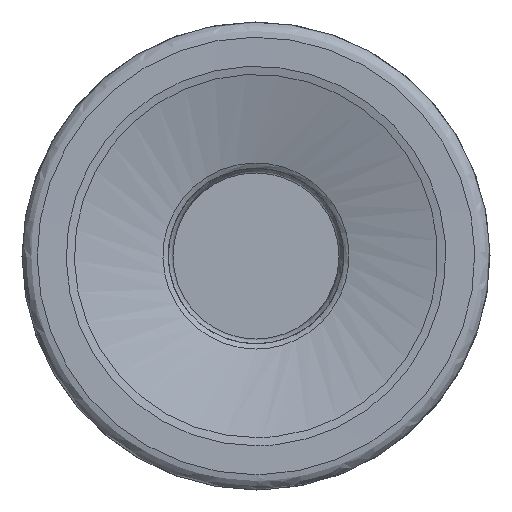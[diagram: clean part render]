
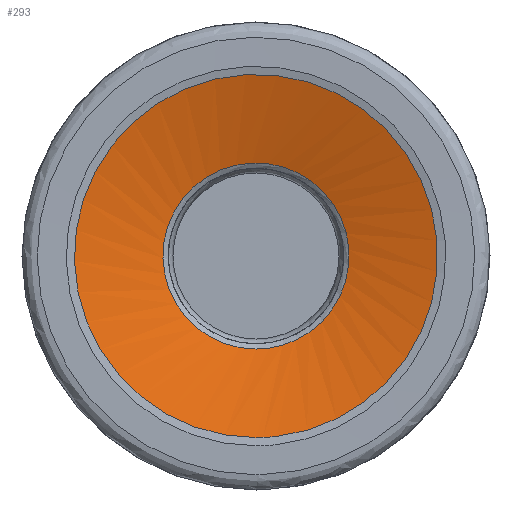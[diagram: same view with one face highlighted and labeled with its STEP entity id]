
A CAD part, left-side view. The second image highlights one B-rep face of the part: STEP entity #293.
In plain terms, the highlighted face is a revolution surface.
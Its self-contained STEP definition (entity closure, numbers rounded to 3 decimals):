
#42=SURFACE_OF_REVOLUTION('',#64,#56);
#56=AXIS1_PLACEMENT('',#765,#665);
#64=LINE('',#764,#72);
#72=VECTOR('',#664,2.6);
#262=FACE_BOUND('',#352,.T.);
#263=FACE_BOUND('',#353,.T.);
#293=ADVANCED_FACE('',(#262,#263),#42,.T.);
#352=EDGE_LOOP('',(#408));
#353=EDGE_LOOP('',(#409));
#408=ORIENTED_EDGE('',*,*,#467,.F.);
#409=ORIENTED_EDGE('',*,*,#466,.T.);
#438=VERTEX_POINT('',#759);
#439=VERTEX_POINT('',#763);
#466=EDGE_CURVE('',#438,#438,#494,.T.);
#467=EDGE_CURVE('',#439,#439,#495,.T.);
#494=CIRCLE('',#543,2.387);
#495=CIRCLE('',#545,4.659);
#543=AXIS2_PLACEMENT_3D('',#758,#657,#658);
#545=AXIS2_PLACEMENT_3D('',#762,#662,#663);
#657=DIRECTION('',(1.,0.,0.));
#658=DIRECTION('',(0.,0.,-1.));
#662=DIRECTION('',(1.,0.,0.));
#663=DIRECTION('',(0.,0.,-1.));
#664=DIRECTION('',(-0.262,-0.939,-0.222));
#665=DIRECTION('',(1.,0.,0.));
#758=CARTESIAN_POINT('',(0.743,0.,0.));
#759=CARTESIAN_POINT('',(0.743,0.,-2.387));
#762=CARTESIAN_POINT('',(0.061,0.,0.));
#763=CARTESIAN_POINT('',(0.061,0.,-4.659));
#764=CARTESIAN_POINT('',(0.743,-2.205,0.913));
#765=CARTESIAN_POINT('',(18.464,0.,0.));
